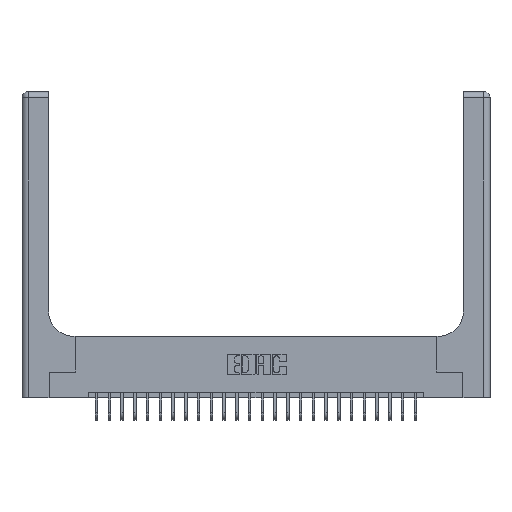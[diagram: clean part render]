
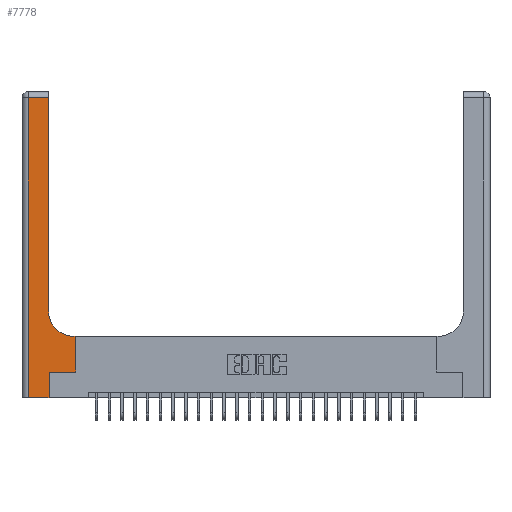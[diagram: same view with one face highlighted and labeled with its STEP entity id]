
A CAD part, top view. The second image highlights one B-rep face of the part: STEP entity #7778.
In plain terms, the highlighted planar face has unit normal (0, 0, 1).
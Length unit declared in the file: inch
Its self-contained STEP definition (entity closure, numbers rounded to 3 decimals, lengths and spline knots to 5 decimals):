
#678 = CARTESIAN_POINT ( 'NONE',  ( 0.51, 0.6, 0.37 ) ) ;
#1601 = DIRECTION ( 'NONE',  ( 0., 0., -1. ) ) ;
#1989 = EDGE_CURVE ( 'NONE', #20167, #18449, #21190, .T. ) ;
#2369 = DIRECTION ( 'NONE',  ( -1., 0., 0. ) ) ;
#3630 = DIRECTION ( 'NONE',  ( 1., 0., 0. ) ) ;
#3684 = FACE_OUTER_BOUND ( 'NONE', #19740, .T. ) ;
#4695 = VERTEX_POINT ( 'NONE', #9018 ) ;
#4988 = CARTESIAN_POINT ( 'NONE',  ( 0.26, 3., 0.37 ) ) ;
#5142 = LINE ( 'NONE', #20543, #15547 ) ;
#5155 = DIRECTION ( 'NONE',  ( 1., 0., 0. ) ) ;
#5447 = CARTESIAN_POINT ( 'NONE',  ( 0.06, 3., 0.37 ) ) ;
#6219 = AXIS2_PLACEMENT_3D ( 'NONE', #25728, #1601, #3630 ) ;
#6594 = VECTOR ( 'NONE', #7202, 39.37008 ) ;
#6666 = EDGE_CURVE ( 'NONE', #18449, #4695, #11660, .T. ) ;
#6895 = ORIENTED_EDGE ( 'NONE', *, *, #18604, .T. ) ;
#6966 = CARTESIAN_POINT ( 'NONE',  ( 0.265, 0.25, 0.37 ) ) ;
#7202 = DIRECTION ( 'NONE',  ( 0., 1., 0. ) ) ;
#7406 = ORIENTED_EDGE ( 'NONE', *, *, #10959, .T. ) ;
#7778 = ADVANCED_FACE ( 'NONE', ( #3684 ), #10510, .F. ) ;
#8348 = VERTEX_POINT ( 'NONE', #6966 ) ;
#8378 = VERTEX_POINT ( 'NONE', #15291 ) ;
#9018 = CARTESIAN_POINT ( 'NONE',  ( 0.265, 0., 0.37 ) ) ;
#9198 = CIRCLE ( 'NONE', #6219, 0.25 ) ;
#9602 = DIRECTION ( 'NONE',  ( 0., 1., 0. ) ) ;
#9688 = DIRECTION ( 'NONE',  ( -1., 0., 0. ) ) ;
#10320 = CARTESIAN_POINT ( 'NONE',  ( 0.528, 0.25, 0.37 ) ) ;
#10429 = ORIENTED_EDGE ( 'NONE', *, *, #13995, .T. ) ;
#10439 = VERTEX_POINT ( 'NONE', #678 ) ;
#10480 = VECTOR ( 'NONE', #15774, 39.37008 ) ;
#10510 = PLANE ( 'NONE',  #11119 ) ;
#10959 = EDGE_CURVE ( 'NONE', #8378, #20167, #5142, .T. ) ;
#11119 = AXIS2_PLACEMENT_3D ( 'NONE', #16654, #14485, #2369 ) ;
#11582 = DIRECTION ( 'NONE',  ( 1., 0., 0. ) ) ;
#11660 = LINE ( 'NONE', #23621, #15731 ) ;
#12559 = DIRECTION ( 'NONE',  ( -1., 0., 0. ) ) ;
#13610 = CARTESIAN_POINT ( 'NONE',  ( 0.265, 0.25, 0.37 ) ) ;
#13894 = LINE ( 'NONE', #22994, #6594 ) ;
#13995 = EDGE_CURVE ( 'NONE', #10439, #14074, #9198, .T. ) ;
#14074 = VERTEX_POINT ( 'NONE', #24060 ) ;
#14413 = ORIENTED_EDGE ( 'NONE', *, *, #18199, .T. ) ;
#14485 = DIRECTION ( 'NONE',  ( 0., 0., -1. ) ) ;
#15291 = CARTESIAN_POINT ( 'NONE',  ( 0.26, 2.94, 0.37 ) ) ;
#15547 = VECTOR ( 'NONE', #12559, 39.37008 ) ;
#15731 = VECTOR ( 'NONE', #5155, 39.37008 ) ;
#15774 = DIRECTION ( 'NONE',  ( 0., -1., 0. ) ) ;
#16110 = EDGE_CURVE ( 'NONE', #8348, #18325, #21424, .T. ) ;
#16654 = CARTESIAN_POINT ( 'NONE',  ( 0., 3., 0.37 ) ) ;
#16816 = LINE ( 'NONE', #17960, #17746 ) ;
#17746 = VECTOR ( 'NONE', #9688, 39.37008 ) ;
#17823 = LINE ( 'NONE', #4988, #21938 ) ;
#17960 = CARTESIAN_POINT ( 'NONE',  ( 0.26, 0.6, 0.37 ) ) ;
#18199 = EDGE_CURVE ( 'NONE', #4695, #8348, #20072, .T. ) ;
#18325 = VERTEX_POINT ( 'NONE', #10320 ) ;
#18449 = VERTEX_POINT ( 'NONE', #22347 ) ;
#18604 = EDGE_CURVE ( 'NONE', #14074, #8378, #17823, .T. ) ;
#18653 = CARTESIAN_POINT ( 'NONE',  ( 0.06, 2.94, 0.37 ) ) ;
#18935 = ORIENTED_EDGE ( 'NONE', *, *, #21482, .T. ) ;
#19175 = DIRECTION ( 'NONE',  ( 0., 1., 0. ) ) ;
#19226 = VECTOR ( 'NONE', #11582, 39.37008 ) ;
#19740 = EDGE_LOOP ( 'NONE', ( #6895, #7406, #21997, #25145, #14413, #20750, #18935, #20184, #10429 ) ) ;
#20072 = LINE ( 'NONE', #25786, #25697 ) ;
#20167 = VERTEX_POINT ( 'NONE', #18653 ) ;
#20184 = ORIENTED_EDGE ( 'NONE', *, *, #25551, .T. ) ;
#20543 = CARTESIAN_POINT ( 'NONE',  ( 0., 2.94, 0.37 ) ) ;
#20750 = ORIENTED_EDGE ( 'NONE', *, *, #16110, .T. ) ;
#21190 = LINE ( 'NONE', #5447, #10480 ) ;
#21250 = VERTEX_POINT ( 'NONE', #22477 ) ;
#21424 = LINE ( 'NONE', #13610, #19226 ) ;
#21482 = EDGE_CURVE ( 'NONE', #18325, #21250, #13894, .T. ) ;
#21938 = VECTOR ( 'NONE', #19175, 39.37008 ) ;
#21997 = ORIENTED_EDGE ( 'NONE', *, *, #1989, .T. ) ;
#22347 = CARTESIAN_POINT ( 'NONE',  ( 0.06, 0., 0.37 ) ) ;
#22477 = CARTESIAN_POINT ( 'NONE',  ( 0.528, 0.6, 0.37 ) ) ;
#22994 = CARTESIAN_POINT ( 'NONE',  ( 0.528, 0.25, 0.37 ) ) ;
#23621 = CARTESIAN_POINT ( 'NONE',  ( 0., 0., 0.37 ) ) ;
#24060 = CARTESIAN_POINT ( 'NONE',  ( 0.26, 0.85, 0.37 ) ) ;
#25145 = ORIENTED_EDGE ( 'NONE', *, *, #6666, .T. ) ;
#25551 = EDGE_CURVE ( 'NONE', #21250, #10439, #16816, .T. ) ;
#25697 = VECTOR ( 'NONE', #9602, 39.37008 ) ;
#25728 = CARTESIAN_POINT ( 'NONE',  ( 0.51, 0.85, 0.37 ) ) ;
#25786 = CARTESIAN_POINT ( 'NONE',  ( 0.265, 0., 0.37 ) ) ;
